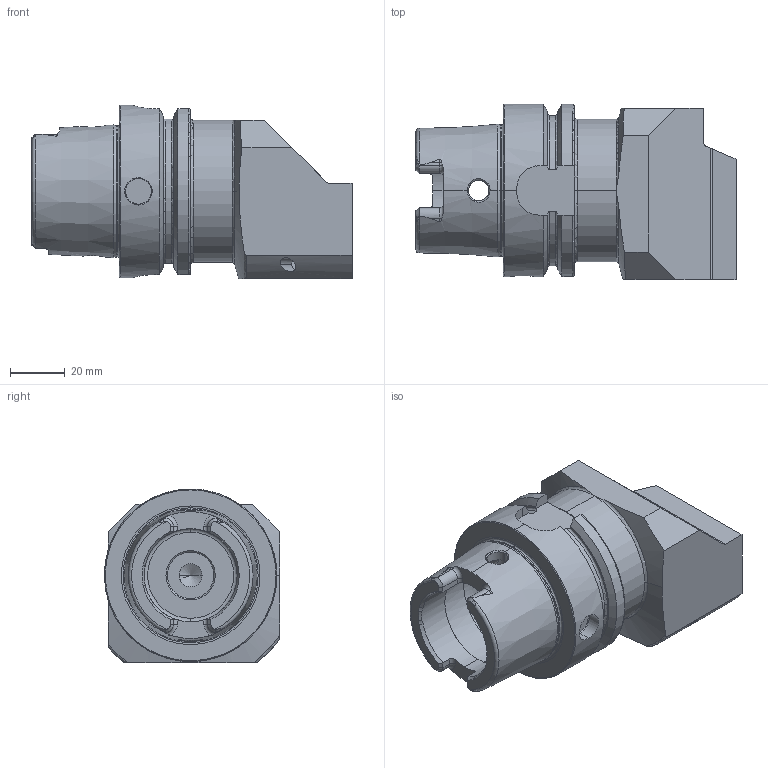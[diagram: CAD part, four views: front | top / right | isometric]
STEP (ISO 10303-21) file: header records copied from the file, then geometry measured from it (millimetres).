
FILE_DESCRIPTION (( 'STEP AP214' ), '1' );
FILE_NAME ('6-K.B.RFA.085_C.STEP', '2023-01-11T16:18:17', ( '' ), ( '' ), 'SwSTEP 2.0', 'SolidWorks 2017', '' );
FILE_SCHEMA (( 'AUTOMOTIVE_DESIGN' ));
Length unit declared in the file: millimetre
Products named in the file (1): 6-K.B.RFA.085_C
Bounding box: 116.9 x 64 x 63.5 mm (x, y, z)
Volume: 213514 mm3; surface area: 37824.6 mm2
Topology: 1 solids, 1 shells, 230 faces, 630 edges, 394 vertices
Faces by surface type: cylinder 70, plane 62, cone 48, torus 38, bspline 12
Entity records: 10269 total; most frequent: CARTESIAN_POINT 3373, ORIENTED_EDGE 1244, DIRECTION 1084, EDGE_CURVE 622, AXIS2_PLACEMENT_3D 431, VERTEX_POINT 394, EDGE_LOOP 242, FACE_OUTER_BOUND 230
